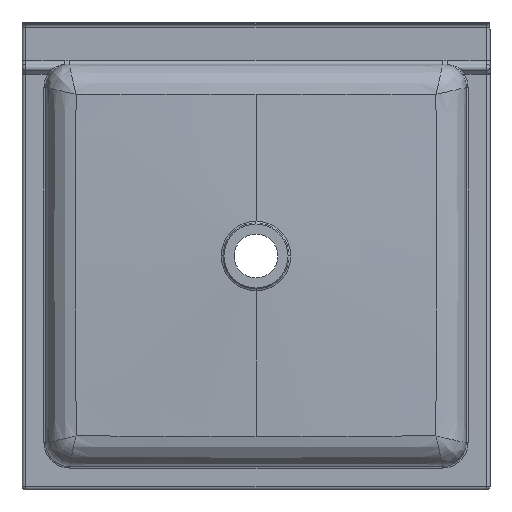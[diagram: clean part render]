
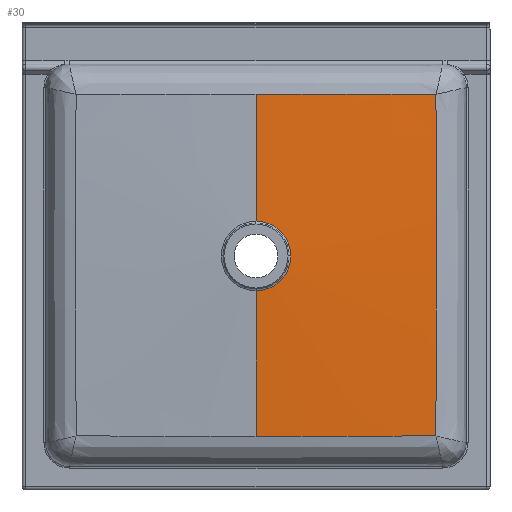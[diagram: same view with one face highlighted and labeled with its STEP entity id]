
A CAD part, front view. The second image highlights one B-rep face of the part: STEP entity #30.
In plain terms, the highlighted conical face has half-angle 88 degrees and reference radius 59.674 mm.
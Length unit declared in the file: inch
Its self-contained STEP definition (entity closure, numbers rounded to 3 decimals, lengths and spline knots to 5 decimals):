
#30 = ADVANCED_FACE ( 'NONE', ( #568 ), #2693, .T. ) ;
#131 = B_SPLINE_CURVE_WITH_KNOTS ( 'NONE', 3,
 ( #7910, #3343, #2003, #3245, #3865, #6949, #2089, #5155, #6590, #7472 ),
 .UNSPECIFIED., .F., .F.,
 ( 4, 2, 2, 2, 4 ),
 ( 0.31252, 0.39065, 0.46878, 0.54692, 0.62505 ),
 .UNSPECIFIED. ) ;
#164 = EDGE_CURVE ( 'NONE', #763, #5642, #1132, .T. ) ;
#308 = ORIENTED_EDGE ( 'NONE', *, *, #164, .F. ) ;
#512 = DIRECTION ( 'NONE',  ( 0., 0.035, 0.999 ) ) ;
#547 = CARTESIAN_POINT ( 'NONE',  ( 12.30735, -3.59208, 10.07666 ) ) ;
#568 = FACE_OUTER_BOUND ( 'NONE', #6831, .T. ) ;
#585 = CARTESIAN_POINT ( 'NONE',  ( 12.31123, -3.627, -8.41097 ) ) ;
#621 = CIRCLE ( 'NONE', #7935, 2.37809 ) ;
#738 = CARTESIAN_POINT ( 'NONE',  ( 2.05128, -3.75522, 11.07316 ) ) ;
#740 = CARTESIAN_POINT ( 'NONE',  ( 0., -3.7166, -12.32416 ) ) ;
#754 = ORIENTED_EDGE ( 'NONE', *, *, #4682, .T. ) ;
#763 = VERTEX_POINT ( 'NONE', #7665 ) ;
#771 = CARTESIAN_POINT ( 'NONE',  ( 8.20398, -3.66689, 11.05954 ) ) ;
#915 = DIRECTION ( 'NONE',  ( 0., 0., -1. ) ) ;
#1132 = LINE ( 'NONE', #3123, #3372 ) ;
#1189 = CARTESIAN_POINT ( 'NONE',  ( 12.31977, -3.68988, -4.51915 ) ) ;
#1402 = ORIENTED_EDGE ( 'NONE', *, *, #2007, .T. ) ;
#1608 = CARTESIAN_POINT ( 'NONE',  ( 5.12781, -3.72217, 11.06737 ) ) ;
#1780 = CARTESIAN_POINT ( 'NONE',  ( 12.32436, -3.71776, 0.34637 ) ) ;
#1939 = VERTEX_POINT ( 'NONE', #4197 ) ;
#1965 = B_SPLINE_CURVE_WITH_KNOTS ( 'NONE', 3,
 ( #6970, #5469, #3027, #585, #6073, #3638, #1189, #6684, #4231, #1780, #7278, #4817, #2385, #7891, #5430, #2987, #547, #6036 ),
 .UNSPECIFIED., .F., .F.,
 ( 4, 2, 2, 2, 2, 2, 2, 2, 4 ),
 ( 0., 0.07415, 0.1483, 0.22245, 0.2966, 0.37074, 0.44489, 0.51904, 0.59319 ),
 .UNSPECIFIED. ) ;
#2003 = CARTESIAN_POINT ( 'NONE',  ( 2.05073, -3.71209, -12.32336 ) ) ;
#2007 = EDGE_CURVE ( 'NONE', #1939, #5642, #5933, .T. ) ;
#2055 = VERTEX_POINT ( 'NONE', #2076 ) ;
#2076 = CARTESIAN_POINT ( 'NONE',  ( 0., -4.06392, -2.37809 ) ) ;
#2089 = CARTESIAN_POINT ( 'NONE',  ( 8.20205, -3.63116, -12.31172 ) ) ;
#2137 = CARTESIAN_POINT ( 'NONE',  ( 12.30244, -3.5394, -12.30244 ) ) ;
#2385 = CARTESIAN_POINT ( 'NONE',  ( 12.32024, -3.69306, 4.23887 ) ) ;
#2693 = CONICAL_SURFACE ( 'NONE', #4861, 2.34936, 1.536 ) ;
#2938 = VECTOR ( 'NONE', #2976, 39.37008 ) ;
#2973 = DIRECTION ( 'NONE',  ( 0., 1., 0. ) ) ;
#2976 = DIRECTION ( 'NONE',  ( 0., 0.035, -0.999 ) ) ;
#2987 = CARTESIAN_POINT ( 'NONE',  ( 12.30963, -3.61307, 9.10376 ) ) ;
#3027 = CARTESIAN_POINT ( 'NONE',  ( 12.30673, -3.58593, -10.35675 ) ) ;
#3123 = CARTESIAN_POINT ( 'NONE',  ( 0., -4.06492, 2.34936 ) ) ;
#3245 = CARTESIAN_POINT ( 'NONE',  ( 4.1013, -3.69484, -12.32055 ) ) ;
#3343 = CARTESIAN_POINT ( 'NONE',  ( 1.0254, -3.7166, -12.32416 ) ) ;
#3362 = DIRECTION ( 'NONE',  ( 0., -1., 0. ) ) ;
#3372 = VECTOR ( 'NONE', #512, 39.37008 ) ;
#3383 = ORIENTED_EDGE ( 'NONE', *, *, #5105, .F. ) ;
#3638 = CARTESIAN_POINT ( 'NONE',  ( 12.3178, -3.67696, -5.49215 ) ) ;
#3865 = CARTESIAN_POINT ( 'NONE',  ( 5.12653, -3.68213, -12.31856 ) ) ;
#4197 = CARTESIAN_POINT ( 'NONE',  ( 12.30518, -3.56944, 11.04955 ) ) ;
#4226 = CARTESIAN_POINT ( 'NONE',  ( 0., -3.76025, 11.07416 ) ) ;
#4231 = CARTESIAN_POINT ( 'NONE',  ( 12.32377, -3.71433, -1.59995 ) ) ;
#4269 = VERTEX_POINT ( 'NONE', #2137 ) ;
#4315 = EDGE_CURVE ( 'NONE', #2055, #5788, #7882, .T. ) ;
#4375 = CARTESIAN_POINT ( 'NONE',  ( 11.27991, -3.59603, 11.05184 ) ) ;
#4682 = EDGE_CURVE ( 'NONE', #4269, #1939, #1965, .T. ) ;
#4817 = CARTESIAN_POINT ( 'NONE',  ( 12.32187, -3.70308, 3.26581 ) ) ;
#4861 = AXIS2_PLACEMENT_3D ( 'NONE', #6024, #2973, #7909 ) ;
#4975 = CARTESIAN_POINT ( 'NONE',  ( 0., -3.76025, 11.07416 ) ) ;
#5105 = EDGE_CURVE ( 'NONE', #2055, #763, #621, .T. ) ;
#5155 = CARTESIAN_POINT ( 'NONE',  ( 10.25228, -3.58835, -12.30696 ) ) ;
#5160 = ORIENTED_EDGE ( 'NONE', *, *, #5614, .T. ) ;
#5229 = CARTESIAN_POINT ( 'NONE',  ( 12.30518, -3.56944, 11.04955 ) ) ;
#5418 = CARTESIAN_POINT ( 'NONE',  ( 0., -4.06492, -2.34936 ) ) ;
#5430 = CARTESIAN_POINT ( 'NONE',  ( 12.31414, -3.65039, 7.15787 ) ) ;
#5469 = CARTESIAN_POINT ( 'NONE',  ( 12.30452, -3.56337, -11.3296 ) ) ;
#5614 = EDGE_CURVE ( 'NONE', #5788, #4269, #131, .T. ) ;
#5642 = VERTEX_POINT ( 'NONE', #4226 ) ;
#5788 = VERTEX_POINT ( 'NONE', #740 ) ;
#5933 = B_SPLINE_CURVE_WITH_KNOTS ( 'NONE', 3,
 ( #5229, #4375, #6828, #771, #6194, #1608, #6506, #738, #6839, #4975 ),
 .UNSPECIFIED., .F., .F.,
 ( 4, 2, 2, 2, 4 ),
 ( 0., 0.07815, 0.15629, 0.23444, 0.31259 ),
 .UNSPECIFIED. ) ;
#6024 = CARTESIAN_POINT ( 'NONE',  ( 0., -4.06492, 0. ) ) ;
#6036 = CARTESIAN_POINT ( 'NONE',  ( 12.30518, -3.56944, 11.04955 ) ) ;
#6073 = CARTESIAN_POINT ( 'NONE',  ( 12.31353, -3.64551, -7.43806 ) ) ;
#6194 = CARTESIAN_POINT ( 'NONE',  ( 7.17862, -3.68752, 11.06226 ) ) ;
#6506 = CARTESIAN_POINT ( 'NONE',  ( 4.10235, -3.73616, 11.06975 ) ) ;
#6590 = CARTESIAN_POINT ( 'NONE',  ( 11.27737, -3.56466, -12.30463 ) ) ;
#6684 = CARTESIAN_POINT ( 'NONE',  ( 12.32277, -3.70858, -2.57305 ) ) ;
#6804 = ORIENTED_EDGE ( 'NONE', *, *, #4315, .T. ) ;
#6828 = CARTESIAN_POINT ( 'NONE',  ( 10.25463, -3.62114, 11.05433 ) ) ;
#6831 = EDGE_LOOP ( 'NONE', ( #3383, #6804, #5160, #754, #1402, #308 ) ) ;
#6839 = CARTESIAN_POINT ( 'NONE',  ( 1.02568, -3.76025, 11.07416 ) ) ;
#6949 = CARTESIAN_POINT ( 'NONE',  ( 7.1769, -3.65028, -12.31414 ) ) ;
#6970 = CARTESIAN_POINT ( 'NONE',  ( 12.30244, -3.5394, -12.30244 ) ) ;
#7278 = CARTESIAN_POINT ( 'NONE',  ( 12.32395, -3.71544, 1.31958 ) ) ;
#7472 = CARTESIAN_POINT ( 'NONE',  ( 12.30244, -3.5394, -12.30244 ) ) ;
#7655 = CARTESIAN_POINT ( 'NONE',  ( 0., -4.06392, 0. ) ) ;
#7665 = CARTESIAN_POINT ( 'NONE',  ( 0., -4.06392, 2.37809 ) ) ;
#7882 = LINE ( 'NONE', #5418, #2938 ) ;
#7891 = CARTESIAN_POINT ( 'NONE',  ( 12.31636, -3.6667, 6.1849 ) ) ;
#7909 = DIRECTION ( 'NONE',  ( 0., 0., 1. ) ) ;
#7910 = CARTESIAN_POINT ( 'NONE',  ( 0., -3.7166, -12.32416 ) ) ;
#7935 = AXIS2_PLACEMENT_3D ( 'NONE', #7655, #3362, #915 ) ;
